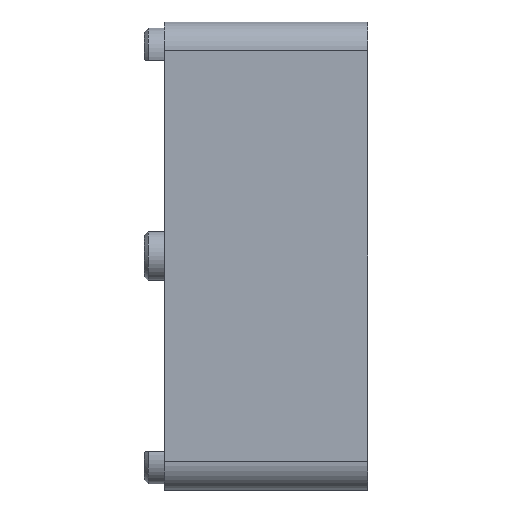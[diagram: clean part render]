
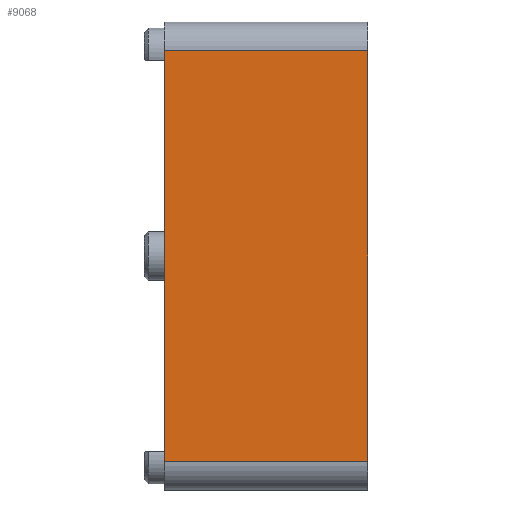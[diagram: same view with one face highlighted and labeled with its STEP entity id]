
A CAD part, left-side view. The second image highlights one B-rep face of the part: STEP entity #9068.
In plain terms, the highlighted planar face has unit normal (-1, 0, 0).
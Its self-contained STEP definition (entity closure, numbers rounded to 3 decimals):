
#1311=FACE_OUTER_BOUND('',#1857,.T.);
#1857=EDGE_LOOP('',(#8302,#8303,#8304,#8305));
#2672=LINE('',#16023,#3496);
#2675=LINE('',#16036,#3499);
#2681=LINE('',#16055,#3505);
#2704=LINE('',#16157,#3528);
#3496=VECTOR('',#11199,10.);
#3499=VECTOR('',#11212,10.);
#3505=VECTOR('',#11234,10.);
#3528=VECTOR('',#11363,10.);
#4360=VERTEX_POINT('',#16020);
#4361=VERTEX_POINT('',#16022);
#4366=VERTEX_POINT('',#16034);
#4371=VERTEX_POINT('',#16053);
#5645=EDGE_CURVE('',#4360,#4361,#2672,.T.);
#5652=EDGE_CURVE('',#4366,#4360,#2675,.T.);
#5661=EDGE_CURVE('',#4371,#4366,#2681,.T.);
#5710=EDGE_CURVE('',#4371,#4361,#2704,.T.);
#8302=ORIENTED_EDGE('',*,*,#5645,.F.);
#8303=ORIENTED_EDGE('',*,*,#5652,.F.);
#8304=ORIENTED_EDGE('',*,*,#5661,.F.);
#8305=ORIENTED_EDGE('',*,*,#5710,.T.);
#8582=PLANE('',#9574);
#9068=ADVANCED_FACE('',(#1311),#8582,.T.);
#9574=AXIS2_PLACEMENT_3D('',#16156,#11361,#11362);
#11199=DIRECTION('',(0.,-1.,0.));
#11212=DIRECTION('',(0.,0.,1.));
#11234=DIRECTION('',(0.,1.,0.));
#11361=DIRECTION('center_axis',(-1.,0.,0.));
#11362=DIRECTION('ref_axis',(0.,0.,1.));
#11363=DIRECTION('',(0.,0.,1.));
#16020=CARTESIAN_POINT('',(-57.5,50.,50.375));
#16022=CARTESIAN_POINT('',(-57.5,0.,50.375));
#16023=CARTESIAN_POINT('',(-57.5,0.,50.375));
#16034=CARTESIAN_POINT('',(-57.5,50.,-50.375));
#16036=CARTESIAN_POINT('',(-57.5,50.,-57.5));
#16053=CARTESIAN_POINT('',(-57.5,0.,-50.375));
#16055=CARTESIAN_POINT('',(-57.5,0.,-50.375));
#16156=CARTESIAN_POINT('Origin',(-57.5,0.,-57.5));
#16157=CARTESIAN_POINT('',(-57.5,0.,-57.5));
